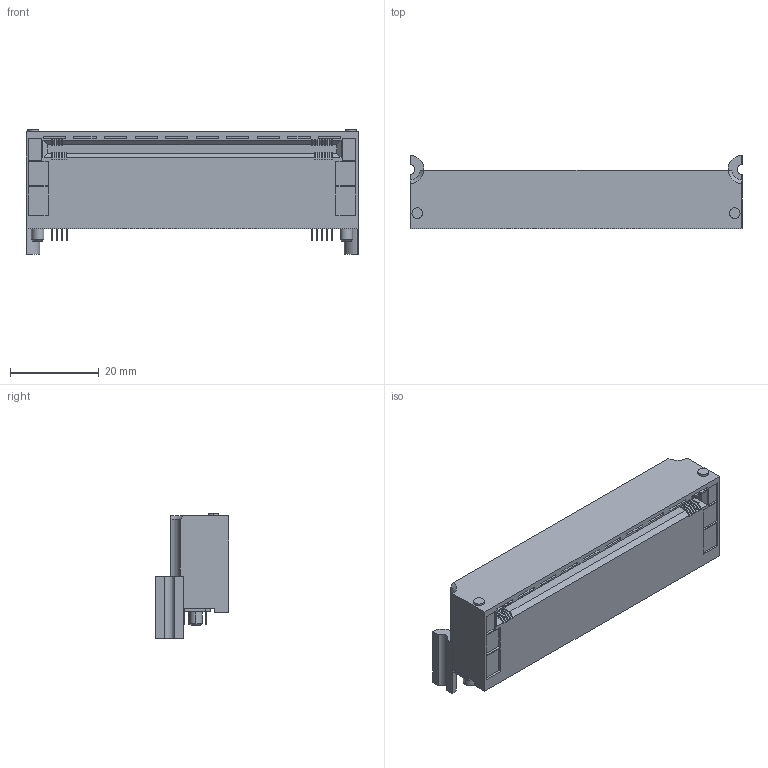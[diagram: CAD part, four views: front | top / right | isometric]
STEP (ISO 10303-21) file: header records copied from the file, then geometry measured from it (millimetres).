
FILE_DESCRIPTION((''),'2;1');
FILE_NAME('MOLEX_758000001.stp','2010-06-23T16:27:00',(''),(''),'Mechanical Desktop 2010','Mechanical Desktop 2010',', , ');
FILE_SCHEMA(('AUTOMOTIVE_DESIGN { 1 2 10303 214 1 1 1 1 }'));
Length unit declared in the file: millimetre
Products named in the file (1): Product
Bounding box: 74.8 x 16.62 x 28.15 mm (x, y, z)
Volume: 20464.9 mm3; surface area: 8890.3 mm2
Topology: 39 solids, 39 shells, 524 faces, 1269 edges, 846 vertices
Faces by surface type: plane 490, cylinder 22, bspline 6, cone 6
Entity records: 15081 total; most frequent: CARTESIAN_POINT 2707, ORIENTED_EDGE 2532, DIRECTION 2359, EDGE_CURVE 1266, VECTOR 1209, LINE 1209, VERTEX_POINT 840, AXIS2_PLACEMENT_3D 575
